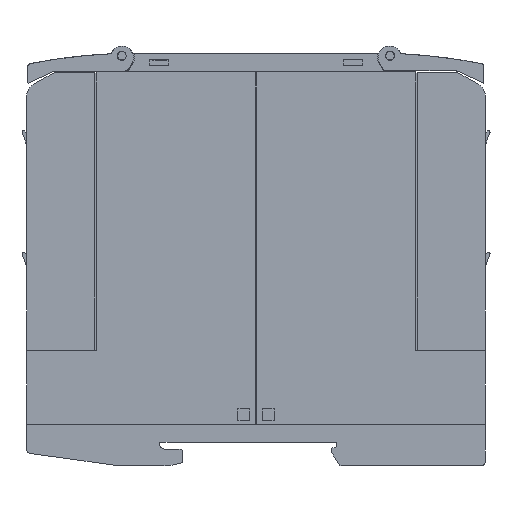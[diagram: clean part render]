
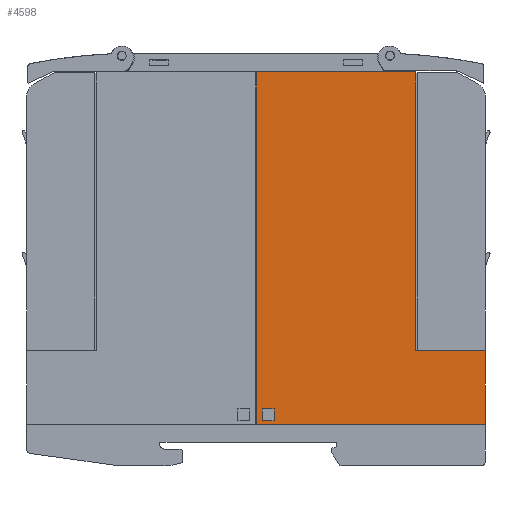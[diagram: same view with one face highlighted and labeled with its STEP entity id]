
A CAD part, left-side view. The second image highlights one B-rep face of the part: STEP entity #4598.
In plain terms, the highlighted planar face has unit normal (-1, 0, 0).
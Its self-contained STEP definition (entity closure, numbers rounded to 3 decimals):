
#4598=ADVANCED_FACE('',(#9363,#9364),#9365,.T.);
#9363=FACE_OUTER_BOUND('',#14192,.T.);
#9364=FACE_BOUND('',#14193,.T.);
#9365=PLANE('',#14194);
#14192=EDGE_LOOP('',(#28862,#28863,#28864,#28865,#28866,#28867));
#14193=EDGE_LOOP('',(#28868,#28869,#28870,#28871));
#14194=AXIS2_PLACEMENT_3D('',#28872,#28873,#28874);
#28862=ORIENTED_EDGE('',*,*,#30016,.T.);
#28863=ORIENTED_EDGE('',*,*,#35235,.T.);
#28864=ORIENTED_EDGE('',*,*,#35243,.T.);
#28865=ORIENTED_EDGE('',*,*,#35223,.F.);
#28866=ORIENTED_EDGE('',*,*,#35244,.T.);
#28867=ORIENTED_EDGE('',*,*,#35239,.T.);
#28868=ORIENTED_EDGE('',*,*,#35233,.T.);
#28869=ORIENTED_EDGE('',*,*,#35209,.T.);
#28870=ORIENTED_EDGE('',*,*,#35217,.T.);
#28871=ORIENTED_EDGE('',*,*,#35230,.T.);
#28872=CARTESIAN_POINT('',(0.0,25.98,9.001));
#28873=DIRECTION('',(-1.0,0.0,0.0));
#28874=DIRECTION('',(0.0,1.0,0.0));
#30016=EDGE_CURVE('',#36294,#36298,#36300,.T.);
#35209=EDGE_CURVE('',#44013,#44011,#44014,.T.);
#35217=EDGE_CURVE('',#44011,#44022,#44024,.T.);
#35223=EDGE_CURVE('',#44033,#44035,#44036,.T.);
#35230=EDGE_CURVE('',#44022,#44045,#44047,.T.);
#35233=EDGE_CURVE('',#44045,#44013,#44050,.T.);
#35235=EDGE_CURVE('',#36298,#44052,#44053,.T.);
#35239=EDGE_CURVE('',#44058,#36294,#44059,.T.);
#35243=EDGE_CURVE('',#44052,#44035,#44064,.T.);
#35244=EDGE_CURVE('',#44033,#44058,#44065,.T.);
#36294=VERTEX_POINT('',#45686);
#36298=VERTEX_POINT('',#45692);
#36300=LINE('',#45695,#45696);
#44011=VERTEX_POINT('',#57155);
#44013=VERTEX_POINT('',#57158);
#44014=LINE('',#57159,#57160);
#44022=VERTEX_POINT('',#57172);
#44024=LINE('',#57175,#57176);
#44033=VERTEX_POINT('',#57188);
#44035=VERTEX_POINT('',#57191);
#44036=LINE('',#57192,#57193);
#44045=VERTEX_POINT('',#57206);
#44047=LINE('',#57209,#57210);
#44050=LINE('',#57214,#57215);
#44052=VERTEX_POINT('',#57217);
#44053=LINE('',#57218,#57219);
#44058=VERTEX_POINT('',#57226);
#44059=LINE('',#57227,#57228);
#44064=LINE('',#57235,#57236);
#44065=LINE('',#57237,#57238);
#45686=CARTESIAN_POINT('',(0.0,1.03,25.101));
#45692=CARTESIAN_POINT('',(0.0,16.13,25.101));
#45695=CARTESIAN_POINT('',(0.0,17.255,25.101));
#45696=VECTOR('',#58189,1.0);
#57155=CARTESIAN_POINT('',(0.0,47.03,12.401));
#57158=CARTESIAN_POINT('',(0.0,49.63,12.401));
#57159=CARTESIAN_POINT('',(0.0,37.155,12.401));
#57160=VECTOR('',#62928,1.0);
#57172=CARTESIAN_POINT('',(0.0,47.03,9.801));
#57175=CARTESIAN_POINT('',(0.0,47.03,10.051));
#57176=VECTOR('',#62934,1.0);
#57188=CARTESIAN_POINT('',(0.0,50.93,9.001));
#57191=CARTESIAN_POINT('',(0.0,50.93,85.801));
#57192=CARTESIAN_POINT('',(0.0,50.93,9.001));
#57193=VECTOR('',#62939,1.0);
#57206=CARTESIAN_POINT('',(0.0,49.63,9.801));
#57209=CARTESIAN_POINT('',(0.0,37.155,9.801));
#57210=VECTOR('',#62945,1.0);
#57214=CARTESIAN_POINT('',(0.0,49.63,10.051));
#57215=VECTOR('',#62947,1.0);
#57217=CARTESIAN_POINT('',(0.0,16.13,85.801));
#57218=CARTESIAN_POINT('',(0.0,16.13,32.226));
#57219=VECTOR('',#62948,1.0);
#57226=CARTESIAN_POINT('',(0.0,1.03,9.001));
#57227=CARTESIAN_POINT('',(0.0,1.03,9.001));
#57228=VECTOR('',#62951,1.0);
#57235=CARTESIAN_POINT('',(0.0,50.93,85.801));
#57236=VECTOR('',#62954,1.0);
#57237=CARTESIAN_POINT('',(0.0,50.93,9.001));
#57238=VECTOR('',#62955,1.0);
#58189=DIRECTION('',(0.0,1.0,0.0));
#62928=DIRECTION('',(0.0,-1.0,0.0));
#62934=DIRECTION('',(0.0,0.0,-1.0));
#62939=DIRECTION('',(0.0,0.0,1.0));
#62945=DIRECTION('',(0.0,1.0,0.0));
#62947=DIRECTION('',(0.0,-0.0,1.0));
#62948=DIRECTION('',(0.0,-0.0,1.0));
#62951=DIRECTION('',(0.0,0.0,1.0));
#62954=DIRECTION('',(0.0,1.0,0.0));
#62955=DIRECTION('',(0.0,-1.0,0.0));
